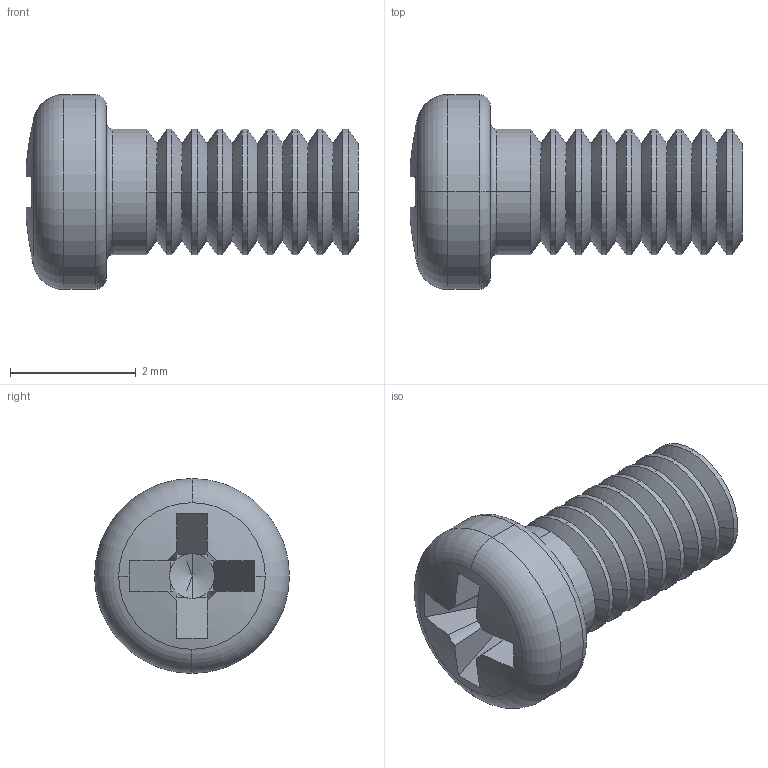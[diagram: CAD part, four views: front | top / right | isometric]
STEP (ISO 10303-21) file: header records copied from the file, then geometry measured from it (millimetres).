
FILE_DESCRIPTION (( 'STEP AP214' ), '1' );
FILE_NAME ('micro_servo_screw.STEP', '2025-03-04T10:12:35', ( '' ), ( '' ), 'SwSTEP 2.0', 'SolidWorks 2024', '' );
FILE_SCHEMA (( 'AUTOMOTIVE_DESIGN' ));
Length unit declared in the file: millimetre
Products named in the file (1): micro_servo_screw
Bounding box: 5.28 x 3.1 x 3.1 mm (x, y, z)
Volume: 17.8 mm3; surface area: 62.6 mm2
Topology: 1 solids, 1 shells, 95 faces, 240 edges, 146 vertices
Faces by surface type: cone 45, plane 22, cylinder 20, torus 6, sphere 2
Entity records: 2903 total; most frequent: DIRECTION 561, CARTESIAN_POINT 519, ORIENTED_EDGE 476, AXIS2_PLACEMENT_3D 240, EDGE_CURVE 238, VERTEX_POINT 146, CIRCLE 144, EDGE_LOOP 96
